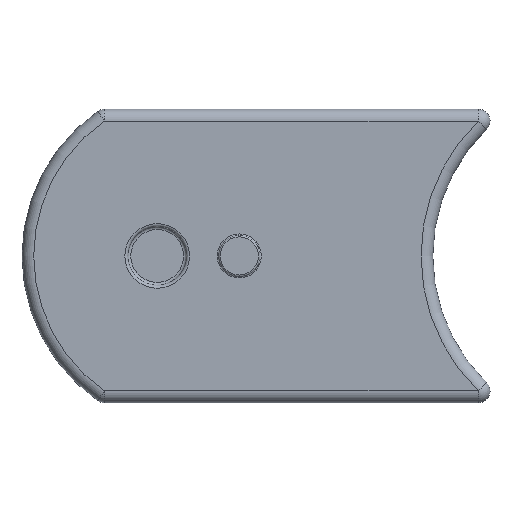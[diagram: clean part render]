
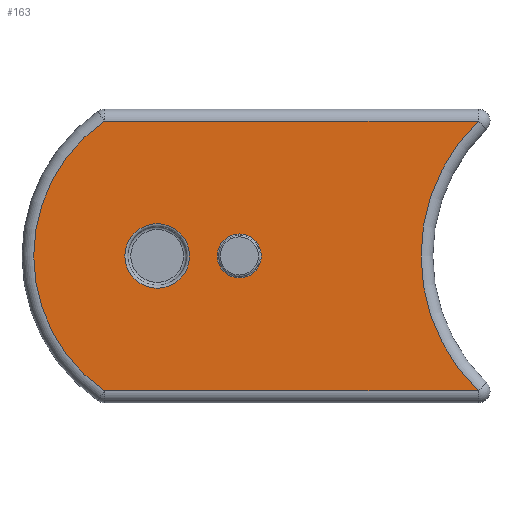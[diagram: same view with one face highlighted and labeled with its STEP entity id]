
A CAD part, top view. The second image highlights one B-rep face of the part: STEP entity #163.
In plain terms, the highlighted planar face has unit normal (0, 0, 1).
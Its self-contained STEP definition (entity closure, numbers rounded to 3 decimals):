
#40=PLANE('',#604);
#60=LINE('',#868,#78);
#63=LINE('',#894,#81);
#78=VECTOR('',#691,1.);
#81=VECTOR('',#726,1.);
#163=ADVANCED_FACE('',(#189,#190,#191),#40,.T.);
#189=FACE_BOUND('',#239,.T.);
#190=FACE_BOUND('',#240,.T.);
#191=FACE_BOUND('',#241,.T.);
#239=EDGE_LOOP('',(#364));
#240=EDGE_LOOP('',(#365));
#241=EDGE_LOOP('',(#366,#367,#368,#369));
#364=ORIENTED_EDGE('',*,*,#477,.T.);
#365=ORIENTED_EDGE('',*,*,#478,.T.);
#366=ORIENTED_EDGE('',*,*,#461,.T.);
#367=ORIENTED_EDGE('',*,*,#451,.T.);
#368=ORIENTED_EDGE('',*,*,#447,.T.);
#369=ORIENTED_EDGE('',*,*,#457,.T.);
#397=VERTEX_POINT('',#859);
#401=VERTEX_POINT('',#867);
#402=VERTEX_POINT('',#872);
#407=VERTEX_POINT('',#887);
#413=VERTEX_POINT('',#931);
#414=VERTEX_POINT('',#933);
#447=EDGE_CURVE('',#397,#401,#60,.T.);
#451=EDGE_CURVE('',#402,#397,#509,.T.);
#457=EDGE_CURVE('',#401,#407,#515,.T.);
#461=EDGE_CURVE('',#407,#402,#63,.T.);
#477=EDGE_CURVE('',#413,#413,#523,.T.);
#478=EDGE_CURVE('',#414,#414,#524,.T.);
#509=CIRCLE('',#568,32.);
#515=CIRCLE('',#577,28.);
#523=CIRCLE('',#602,5.5);
#524=CIRCLE('',#603,3.75);
#568=AXIS2_PLACEMENT_3D('',#875,#699,#700);
#577=AXIS2_PLACEMENT_3D('',#888,#717,#718);
#602=AXIS2_PLACEMENT_3D('',#930,#779,#780);
#603=AXIS2_PLACEMENT_3D('',#932,#781,#782);
#604=AXIS2_PLACEMENT_3D('',#934,#783,#784);
#691=DIRECTION('',(-1.,0.,0.));
#699=DIRECTION('',(0.,0.,-1.));
#700=DIRECTION('',(1.,0.,0.));
#717=DIRECTION('',(0.,0.,1.));
#718=DIRECTION('',(1.,0.,0.));
#726=DIRECTION('',(1.,0.,0.));
#779=DIRECTION('',(0.,0.,-1.));
#780=DIRECTION('',(1.,0.,0.));
#781=DIRECTION('',(0.,0.,-1.));
#782=DIRECTION('',(1.,0.,0.));
#783=DIRECTION('',(0.,0.,1.));
#784=DIRECTION('',(1.,0.,0.));
#859=CARTESIAN_POINT('',(64.335,-2.,5.));
#867=CARTESIAN_POINT('',(0.614,-2.,5.));
#868=CARTESIAN_POINT('',(35.,-2.,5.));
#872=CARTESIAN_POINT('',(64.335,-48.,5.));
#875=CARTESIAN_POINT('',(86.583,-25.,5.));
#887=CARTESIAN_POINT('',(0.614,-48.,5.));
#888=CARTESIAN_POINT('',(16.583,-25.,5.));
#894=CARTESIAN_POINT('',(35.,-48.,5.));
#930=CARTESIAN_POINT('',(9.614,-25.,5.));
#931=CARTESIAN_POINT('',(15.114,-25.,5.));
#932=CARTESIAN_POINT('',(23.614,-25.,5.));
#933=CARTESIAN_POINT('',(27.364,-25.,5.));
#934=CARTESIAN_POINT('',(35.,-25.,5.));
